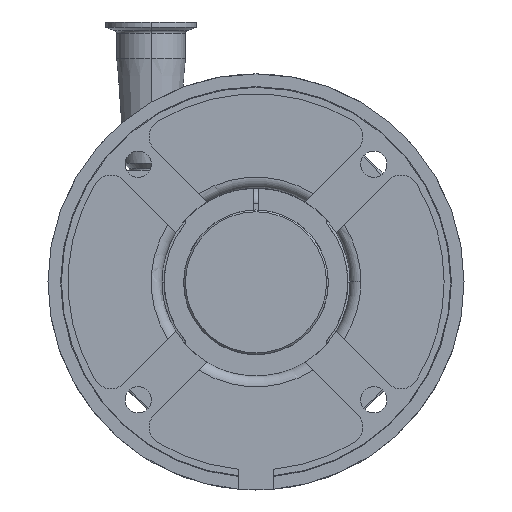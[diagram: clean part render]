
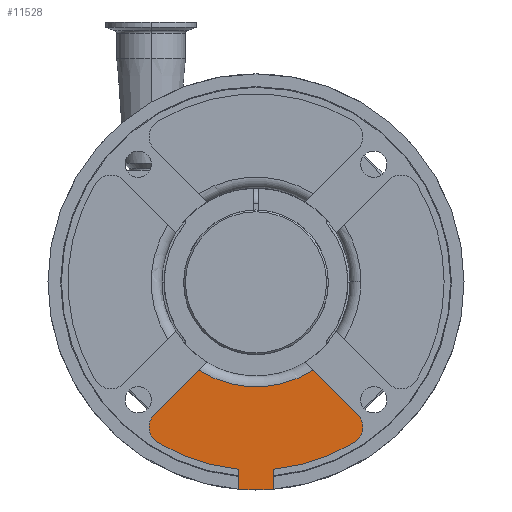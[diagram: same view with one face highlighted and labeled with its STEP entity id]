
A CAD part, top view. The second image highlights one B-rep face of the part: STEP entity #11528.
In plain terms, the highlighted planar face has unit normal (0, 0, 1).
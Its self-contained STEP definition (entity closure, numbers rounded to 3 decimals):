
#47 = AXIS2_PLACEMENT_3D ( 'NONE', #9754, #10603, #6689 ) ;
#237 = DIRECTION ( 'NONE',  ( 1., 0., 0. ) ) ;
#334 = CARTESIAN_POINT ( 'NONE',  ( 0., 0., 214.5 ) ) ;
#640 = CARTESIAN_POINT ( 'NONE',  ( 0., 0., 214.5 ) ) ;
#691 = EDGE_CURVE ( 'NONE', #2026, #5747, #4562, .T. ) ;
#845 = LINE ( 'NONE', #2862, #12354 ) ;
#1351 = CIRCLE ( 'NONE', #7594, 115. ) ;
#1423 = VERTEX_POINT ( 'NONE', #4928 ) ;
#1485 = CIRCLE ( 'NONE', #47, 10. ) ;
#1540 = ORIENTED_EDGE ( 'NONE', *, *, #8533, .F. ) ;
#1617 = EDGE_CURVE ( 'NONE', #11195, #6788, #6957, .T. ) ;
#1860 = EDGE_CURVE ( 'NONE', #10812, #6206, #1485, .T. ) ;
#1869 = VERTEX_POINT ( 'NONE', #8654 ) ;
#2026 = VERTEX_POINT ( 'NONE', #8057 ) ;
#2085 = VECTOR ( 'NONE', #5743, 1000. ) ;
#2314 = VERTEX_POINT ( 'NONE', #5040 ) ;
#2394 = ORIENTED_EDGE ( 'NONE', *, *, #691, .F. ) ;
#2413 = VECTOR ( 'NONE', #2665, 1000. ) ;
#2665 = DIRECTION ( 'NONE',  ( -0.707, 0.707, 0. ) ) ;
#2673 = CARTESIAN_POINT ( 'NONE',  ( -9.75, -114.586, 214.5 ) ) ;
#2862 = CARTESIAN_POINT ( 'NONE',  ( 9.75, -103.542, 214.5 ) ) ;
#2931 = CARTESIAN_POINT ( 'NONE',  ( -54.285, -88.708, 214.5 ) ) ;
#3454 = DIRECTION ( 'NONE',  ( 1., 0., 0. ) ) ;
#3513 = LINE ( 'NONE', #4757, #2413 ) ;
#3635 = DIRECTION ( 'NONE',  ( 1., 0., 0. ) ) ;
#3947 = AXIS2_PLACEMENT_3D ( 'NONE', #6759, #11785, #7735 ) ;
#4043 = CARTESIAN_POINT ( 'NONE',  ( 0., 0., 214.5 ) ) ;
#4279 = AXIS2_PLACEMENT_3D ( 'NONE', #6422, #10387, #9616 ) ;
#4388 = ORIENTED_EDGE ( 'NONE', *, *, #8582, .T. ) ;
#4562 = LINE ( 'NONE', #2673, #2085 ) ;
#4757 = CARTESIAN_POINT ( 'NONE',  ( 27.292, -44.262, 214.5 ) ) ;
#4928 = CARTESIAN_POINT ( 'NONE',  ( 9.75, -103.542, 214.5 ) ) ;
#4976 = CIRCLE ( 'NONE', #12452, 104. ) ;
#5040 = CARTESIAN_POINT ( 'NONE',  ( 9.75, -114.586, 214.5 ) ) ;
#5157 = CARTESIAN_POINT ( 'NONE',  ( -56.137, -73.107, 214.5 ) ) ;
#5374 = CARTESIAN_POINT ( 'NONE',  ( 0., 0., 214.5 ) ) ;
#5555 = CARTESIAN_POINT ( 'NONE',  ( -56.137, -73.107, 214.5 ) ) ;
#5596 = DIRECTION ( 'NONE',  ( -1., 0., 0. ) ) ;
#5721 = CIRCLE ( 'NONE', #7162, 10. ) ;
#5743 = DIRECTION ( 'NONE',  ( 0., 1., 0. ) ) ;
#5747 = VERTEX_POINT ( 'NONE', #5921 ) ;
#5921 = CARTESIAN_POINT ( 'NONE',  ( -9.75, -103.542, 214.5 ) ) ;
#6157 = ORIENTED_EDGE ( 'NONE', *, *, #12145, .T. ) ;
#6206 = VERTEX_POINT ( 'NONE', #9539 ) ;
#6352 = ORIENTED_EDGE ( 'NONE', *, *, #12703, .T. ) ;
#6413 = DIRECTION ( 'NONE',  ( 0., 0., 1. ) ) ;
#6422 = CARTESIAN_POINT ( 'NONE',  ( 0., 0., 214.5 ) ) ;
#6575 = CIRCLE ( 'NONE', #6987, 58. ) ;
#6689 = DIRECTION ( 'NONE',  ( 1., 0., 0. ) ) ;
#6759 = CARTESIAN_POINT ( 'NONE',  ( 49.066, -80.178, 214.5 ) ) ;
#6788 = VERTEX_POINT ( 'NONE', #5157 ) ;
#6957 = LINE ( 'NONE', #5555, #7429 ) ;
#6987 = AXIS2_PLACEMENT_3D ( 'NONE', #334, #7282, #3454 ) ;
#7049 = ORIENTED_EDGE ( 'NONE', *, *, #1860, .T. ) ;
#7162 = AXIS2_PLACEMENT_3D ( 'NONE', #9424, #11521, #5596 ) ;
#7208 = EDGE_CURVE ( 'NONE', #1423, #9488, #10945, .T. ) ;
#7282 = DIRECTION ( 'NONE',  ( 0., 0., -1. ) ) ;
#7378 = ORIENTED_EDGE ( 'NONE', *, *, #12627, .T. ) ;
#7429 = VECTOR ( 'NONE', #10941, 1000. ) ;
#7527 = PLANE ( 'NONE',  #4279 ) ;
#7546 = ORIENTED_EDGE ( 'NONE', *, *, #12003, .T. ) ;
#7594 = AXIS2_PLACEMENT_3D ( 'NONE', #4043, #8077, #9232 ) ;
#7735 = DIRECTION ( 'NONE',  ( 1., 0., 0. ) ) ;
#7766 = ORIENTED_EDGE ( 'NONE', *, *, #7208, .T. ) ;
#8057 = CARTESIAN_POINT ( 'NONE',  ( -9.75, -114.586, 214.5 ) ) ;
#8077 = DIRECTION ( 'NONE',  ( 0., 0., -1. ) ) ;
#8343 = CARTESIAN_POINT ( 'NONE',  ( 59.066, -80.178, 214.5 ) ) ;
#8457 = EDGE_LOOP ( 'NONE', ( #6157, #7546, #11345, #4388, #7378, #2394, #1540, #11118, #7766, #6352, #7049 ) ) ;
#8533 = EDGE_CURVE ( 'NONE', #2314, #2026, #1351, .T. ) ;
#8582 = EDGE_CURVE ( 'NONE', #6788, #9902, #5721, .T. ) ;
#8588 = CARTESIAN_POINT ( 'NONE',  ( -31.64, -48.61, 214.5 ) ) ;
#8654 = CARTESIAN_POINT ( 'NONE',  ( 31.64, -48.61, 214.5 ) ) ;
#8746 = EDGE_CURVE ( 'NONE', #1423, #2314, #845, .T. ) ;
#8754 = CARTESIAN_POINT ( 'NONE',  ( 54.285, -88.708, 214.5 ) ) ;
#9232 = DIRECTION ( 'NONE',  ( 1., 0., 0. ) ) ;
#9424 = CARTESIAN_POINT ( 'NONE',  ( -49.066, -80.178, 214.5 ) ) ;
#9488 = VERTEX_POINT ( 'NONE', #8754 ) ;
#9539 = CARTESIAN_POINT ( 'NONE',  ( 56.137, -73.107, 214.5 ) ) ;
#9616 = DIRECTION ( 'NONE',  ( -1., 0., 0. ) ) ;
#9625 = DIRECTION ( 'NONE',  ( 0., -1., 0. ) ) ;
#9754 = CARTESIAN_POINT ( 'NONE',  ( 49.066, -80.178, 214.5 ) ) ;
#9902 = VERTEX_POINT ( 'NONE', #2931 ) ;
#10387 = DIRECTION ( 'NONE',  ( 0., 0., 1. ) ) ;
#10603 = DIRECTION ( 'NONE',  ( 0., 0., 1. ) ) ;
#10812 = VERTEX_POINT ( 'NONE', #8343 ) ;
#10941 = DIRECTION ( 'NONE',  ( -0.707, -0.707, 0. ) ) ;
#10945 = CIRCLE ( 'NONE', #12352, 104. ) ;
#11011 = CIRCLE ( 'NONE', #3947, 10. ) ;
#11118 = ORIENTED_EDGE ( 'NONE', *, *, #8746, .F. ) ;
#11195 = VERTEX_POINT ( 'NONE', #8588 ) ;
#11345 = ORIENTED_EDGE ( 'NONE', *, *, #1617, .T. ) ;
#11376 = FACE_OUTER_BOUND ( 'NONE', #8457, .T. ) ;
#11521 = DIRECTION ( 'NONE',  ( 0., 0., 1. ) ) ;
#11528 = ADVANCED_FACE ( 'NONE', ( #11376 ), #7527, .T. ) ;
#11785 = DIRECTION ( 'NONE',  ( 0., 0., 1. ) ) ;
#12003 = EDGE_CURVE ( 'NONE', #1869, #11195, #6575, .T. ) ;
#12145 = EDGE_CURVE ( 'NONE', #6206, #1869, #3513, .T. ) ;
#12352 = AXIS2_PLACEMENT_3D ( 'NONE', #5374, #6413, #237 ) ;
#12354 = VECTOR ( 'NONE', #9625, 1000. ) ;
#12452 = AXIS2_PLACEMENT_3D ( 'NONE', #640, #12539, #3635 ) ;
#12539 = DIRECTION ( 'NONE',  ( 0., 0., 1. ) ) ;
#12627 = EDGE_CURVE ( 'NONE', #9902, #5747, #4976, .T. ) ;
#12703 = EDGE_CURVE ( 'NONE', #9488, #10812, #11011, .T. ) ;
